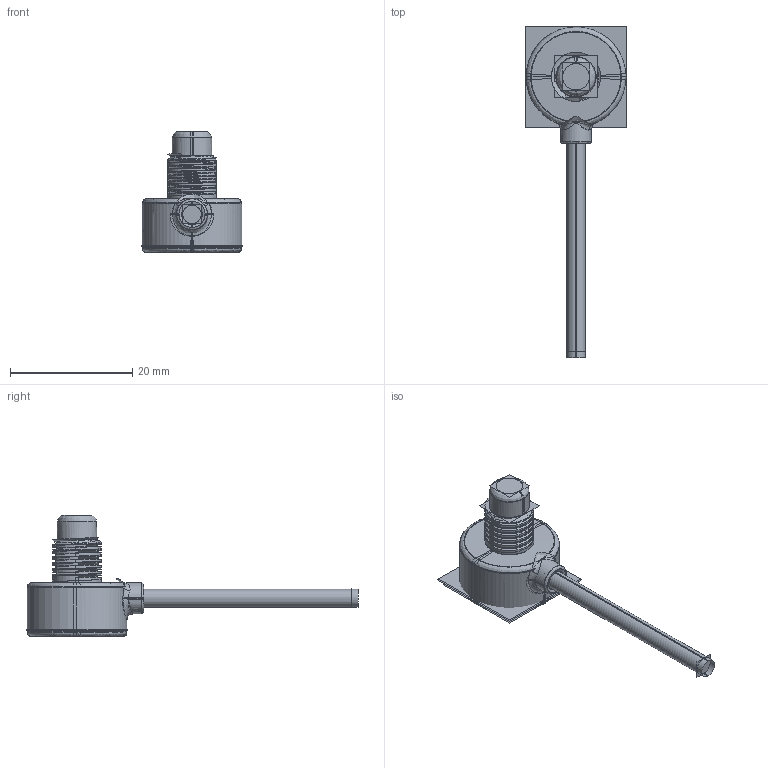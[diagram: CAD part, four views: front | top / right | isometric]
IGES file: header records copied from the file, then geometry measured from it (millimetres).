
Start section:  PTC IGES file: 158531_sm01.igs
Global section: file name: 158531_sm01.igs; native system: Creo Parametric by PTC Inc.; preprocessor: 2019292; author: PDMAdmin; organization: Unknown; date: 20220708.120139; units: millimetre
Bounding box: 16.64 x 54.24 x 19.8 mm (x, y, z)
Volume: 2654.2 mm3; surface area: 8069.4 mm2
Topology: 2 solids, 2 shells, 122 faces, 624 edges, 800 vertices
Faces by surface type: revolution 82, bspline 40
